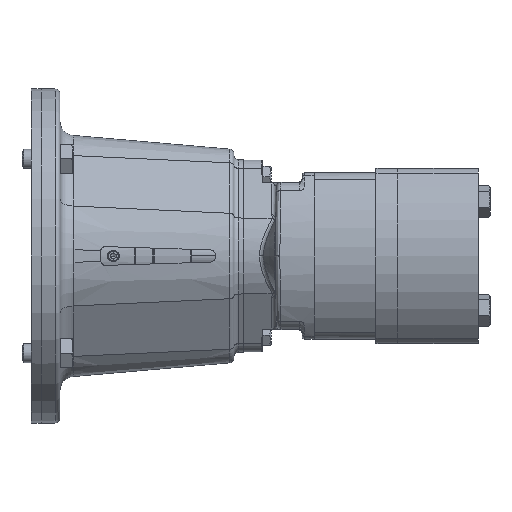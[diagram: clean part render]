
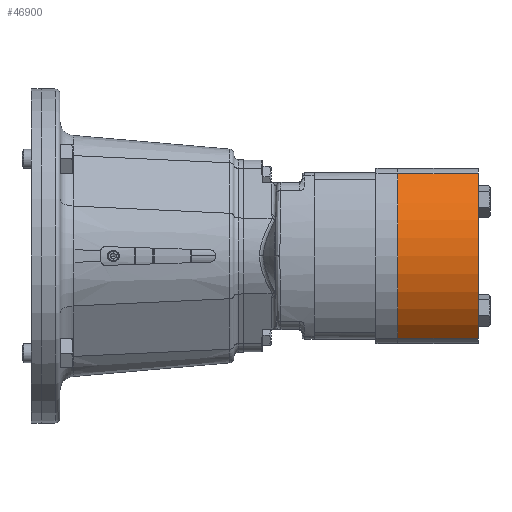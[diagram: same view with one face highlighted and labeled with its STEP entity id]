
A CAD part, front view. The second image highlights one B-rep face of the part: STEP entity #46900.
In plain terms, the highlighted cylindrical face has radius 76.2 mm (diameter 152.4 mm), a partial arc.
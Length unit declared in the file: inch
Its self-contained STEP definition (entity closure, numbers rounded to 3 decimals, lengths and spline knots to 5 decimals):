
#7 = VECTOR ( 'NONE', #6807, 39.37008 ) ;
#4650 = VERTEX_POINT ( 'NONE', #124831 ) ;
#6671 = DIRECTION ( 'NONE',  ( 1., 0., 0. ) ) ;
#6807 = DIRECTION ( 'NONE',  ( -1., 0., 0. ) ) ;
#8531 = CARTESIAN_POINT ( 'NONE',  ( 4.27966, -1.35238, 5.70657 ) ) ;
#13918 = EDGE_CURVE ( 'NONE', #149531, #133482, #50074, .T. ) ;
#17111 = ORIENTED_EDGE ( 'NONE', *, *, #45963, .T. ) ;
#18371 = ORIENTED_EDGE ( 'NONE', *, *, #78486, .F. ) ;
#21517 = CIRCLE ( 'NONE', #120890, 3. ) ;
#23497 = DIRECTION ( 'NONE',  ( 0., 0., 1. ) ) ;
#32948 = CARTESIAN_POINT ( 'NONE',  ( 4.23466, 0.71702, 3.53457 ) ) ;
#35357 = DIRECTION ( 'NONE',  ( -1., 0., 0. ) ) ;
#36567 = CYLINDRICAL_SURFACE ( 'NONE', #38237, 3. ) ;
#38237 = AXIS2_PLACEMENT_3D ( 'NONE', #112990, #115221, #23497 ) ;
#45280 = ORIENTED_EDGE ( 'NONE', *, *, #13918, .F. ) ;
#45963 = EDGE_CURVE ( 'NONE', #4650, #145264, #94843, .T. ) ;
#46900 = ADVANCED_FACE ( 'NONE', ( #92635 ), #36567, .T. ) ;
#50074 = LINE ( 'NONE', #69475, #7 ) ;
#61948 = AXIS2_PLACEMENT_3D ( 'NONE', #32948, #6671, #138041 ) ;
#69475 = CARTESIAN_POINT ( 'NONE',  ( 4.27966, -1.35238, 1.36257 ) ) ;
#70807 = CARTESIAN_POINT ( 'NONE',  ( 2.11666, 0.71702, 3.53457 ) ) ;
#73983 = CARTESIAN_POINT ( 'NONE',  ( 2.11666, -1.35238, 1.36257 ) ) ;
#78486 = EDGE_CURVE ( 'NONE', #133482, #145264, #21517, .T. ) ;
#80987 = DIRECTION ( 'NONE',  ( 0., 0., 1. ) ) ;
#88953 = EDGE_CURVE ( 'NONE', #4650, #149531, #109709, .T. ) ;
#92635 = FACE_OUTER_BOUND ( 'NONE', #142801, .T. ) ;
#94843 = LINE ( 'NONE', #8531, #96785 ) ;
#96785 = VECTOR ( 'NONE', #35357, 39.37008 ) ;
#109709 = CIRCLE ( 'NONE', #61948, 3. ) ;
#112990 = CARTESIAN_POINT ( 'NONE',  ( 4.27966, 0.71702, 3.53457 ) ) ;
#115066 = CARTESIAN_POINT ( 'NONE',  ( 2.11666, -1.35238, 5.70657 ) ) ;
#115221 = DIRECTION ( 'NONE',  ( -1., 0., 0. ) ) ;
#120890 = AXIS2_PLACEMENT_3D ( 'NONE', #70807, #147359, #80987 ) ;
#124831 = CARTESIAN_POINT ( 'NONE',  ( 4.23466, -1.35238, 5.70657 ) ) ;
#133482 = VERTEX_POINT ( 'NONE', #73983 ) ;
#138041 = DIRECTION ( 'NONE',  ( 0., 0., -1. ) ) ;
#140171 = ORIENTED_EDGE ( 'NONE', *, *, #88953, .F. ) ;
#141449 = CARTESIAN_POINT ( 'NONE',  ( 4.23466, -1.35238, 1.36257 ) ) ;
#142801 = EDGE_LOOP ( 'NONE', ( #18371, #45280, #140171, #17111 ) ) ;
#145264 = VERTEX_POINT ( 'NONE', #115066 ) ;
#147359 = DIRECTION ( 'NONE',  ( -1., 0., 0. ) ) ;
#149531 = VERTEX_POINT ( 'NONE', #141449 ) ;
